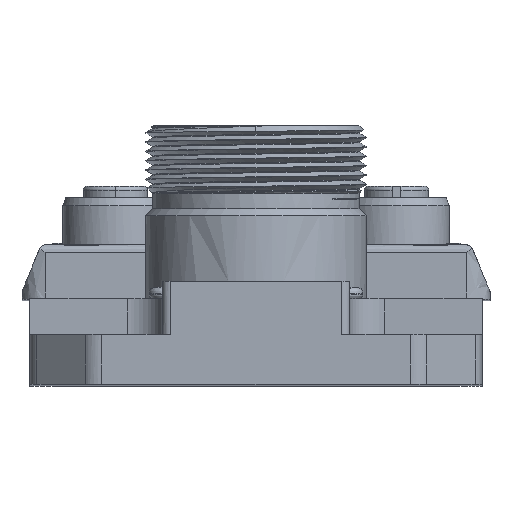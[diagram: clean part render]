
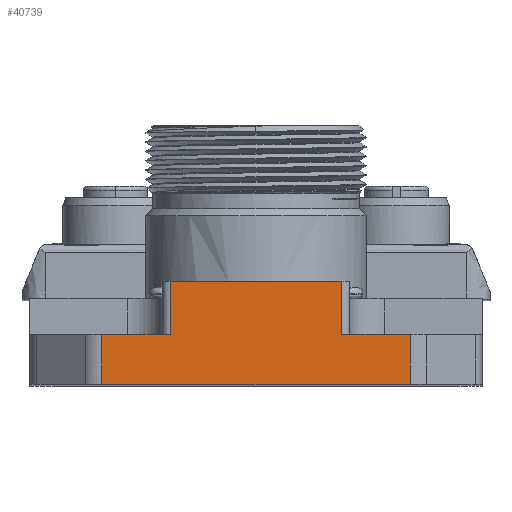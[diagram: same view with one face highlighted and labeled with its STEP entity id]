
A CAD part, top view. The second image highlights one B-rep face of the part: STEP entity #40739.
In plain terms, the highlighted free-form (B-spline) face has degree [1, 1] with [2, 2] control points.
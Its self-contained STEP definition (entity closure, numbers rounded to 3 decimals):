
#12235=CARTESIAN_POINT('',(-11.,13.2,0.));
#12236=VERTEX_POINT('',#12235);
#12243=CARTESIAN_POINT('',(11.,13.2,0.));
#12244=VERTEX_POINT('',#12243);
#12245=CARTESIAN_POINT('',(-11.,13.2,0.));
#12246=CARTESIAN_POINT('',(11.,13.2,0.));
#12247=B_SPLINE_CURVE_WITH_KNOTS('',1,(#12245,#12246),.POLYLINE_FORM.,.F.,.U.,(2,2),(0.,1.),.UNSPECIFIED.);
#12248=EDGE_CURVE('',#12236,#12244,#12247,.T.);
#12843=CARTESIAN_POINT('',(-19.791,6.4,0.));
#12844=VERTEX_POINT('',#12843);
#12851=CARTESIAN_POINT('',(-11.,6.4,0.));
#12852=VERTEX_POINT('',#12851);
#12853=CARTESIAN_POINT('',(-19.791,6.4,0.));
#12854=CARTESIAN_POINT('',(-11.,6.4,0.));
#12855=B_SPLINE_CURVE_WITH_KNOTS('',1,(#12853,#12854),.POLYLINE_FORM.,.F.,.U.,(2,2),(0.,1.),.UNSPECIFIED.);
#12856=EDGE_CURVE('',#12844,#12852,#12855,.T.);
#12987=CARTESIAN_POINT('',(19.791,6.4,0.));
#12988=VERTEX_POINT('',#12987);
#13034=CARTESIAN_POINT('',(11.,6.4,0.));
#13035=VERTEX_POINT('',#13034);
#13042=CARTESIAN_POINT('',(11.,6.4,0.));
#13043=CARTESIAN_POINT('',(19.791,6.4,0.));
#13044=B_SPLINE_CURVE_WITH_KNOTS('',1,(#13042,#13043),.POLYLINE_FORM.,.F.,.U.,(2,2),(0.,1.),.UNSPECIFIED.);
#13045=EDGE_CURVE('',#13035,#12988,#13044,.T.);
#39835=CARTESIAN_POINT('',(19.791,0.,0.));
#39836=VERTEX_POINT('',#39835);
#39843=CARTESIAN_POINT('',(-19.791,0.,0.));
#39844=VERTEX_POINT('',#39843);
#39845=CARTESIAN_POINT('',(19.791,0.,0.));
#39846=CARTESIAN_POINT('',(-19.791,0.,0.));
#39847=B_SPLINE_CURVE_WITH_KNOTS('',1,(#39845,#39846),.POLYLINE_FORM.,.F.,.U.,(2,2),(0.,1.),.UNSPECIFIED.);
#39848=EDGE_CURVE('',#39836,#39844,#39847,.T.);
#40708=CARTESIAN_POINT('',(20.862,-14.262,0.));
#40709=CARTESIAN_POINT('',(-20.862,-14.262,0.));
#40710=CARTESIAN_POINT('',(20.862,27.462,0.));
#40711=CARTESIAN_POINT('',(-20.862,27.462,0.));
#40712=B_SPLINE_SURFACE_WITH_KNOTS('',1,1,((#40708,#40709),(#40710,#40711)),.PLANE_SURF.,.F.,.F.,.U.,(2,2),(2,2),(0.,1.),(0.,1.),.UNSPECIFIED.);
#40713=ORIENTED_EDGE('',*,*,#12248,.F.);
#40714=CARTESIAN_POINT('',(-11.,13.2,0.));
#40715=CARTESIAN_POINT('',(-11.,6.4,0.));
#40716=B_SPLINE_CURVE_WITH_KNOTS('',1,(#40714,#40715),.POLYLINE_FORM.,.F.,.U.,(2,2),(0.,1.),.UNSPECIFIED.);
#40717=EDGE_CURVE('',#12236,#12852,#40716,.T.);
#40718=ORIENTED_EDGE('',*,*,#40717,.T.);
#40719=ORIENTED_EDGE('',*,*,#12856,.F.);
#40720=CARTESIAN_POINT('',(-19.791,6.4,0.));
#40721=CARTESIAN_POINT('',(-19.791,0.,0.));
#40722=B_SPLINE_CURVE_WITH_KNOTS('',1,(#40720,#40721),.POLYLINE_FORM.,.F.,.U.,(2,2),(0.,1.),.UNSPECIFIED.);
#40723=EDGE_CURVE('',#12844,#39844,#40722,.T.);
#40724=ORIENTED_EDGE('',*,*,#40723,.T.);
#40725=ORIENTED_EDGE('',*,*,#39848,.F.);
#40726=CARTESIAN_POINT('',(19.791,0.,0.));
#40727=CARTESIAN_POINT('',(19.791,6.4,0.));
#40728=B_SPLINE_CURVE_WITH_KNOTS('',1,(#40726,#40727),.POLYLINE_FORM.,.F.,.U.,(2,2),(0.,1.),.UNSPECIFIED.);
#40729=EDGE_CURVE('',#39836,#12988,#40728,.T.);
#40730=ORIENTED_EDGE('',*,*,#40729,.T.);
#40731=ORIENTED_EDGE('',*,*,#13045,.F.);
#40732=CARTESIAN_POINT('',(11.,6.4,0.));
#40733=CARTESIAN_POINT('',(11.,13.2,0.));
#40734=B_SPLINE_CURVE_WITH_KNOTS('',1,(#40732,#40733),.POLYLINE_FORM.,.F.,.U.,(2,2),(0.,1.),.UNSPECIFIED.);
#40735=EDGE_CURVE('',#13035,#12244,#40734,.T.);
#40736=ORIENTED_EDGE('',*,*,#40735,.T.);
#40737=EDGE_LOOP('',(#40713,#40718,#40719,#40724,#40725,#40730,#40731,#40736));
#40738=FACE_OUTER_BOUND('',#40737,.T.);
#40739=ADVANCED_FACE('',(#40738),#40712,.T.);
